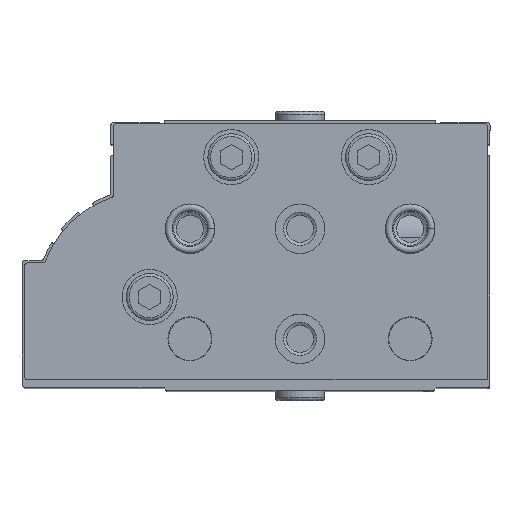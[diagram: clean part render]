
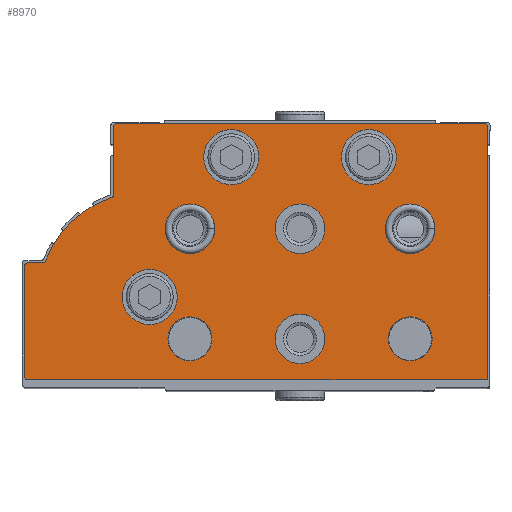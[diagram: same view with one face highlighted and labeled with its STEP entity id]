
A CAD part, top view. The second image highlights one B-rep face of the part: STEP entity #8970.
In plain terms, the highlighted face is planar.
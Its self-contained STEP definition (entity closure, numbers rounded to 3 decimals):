
#929=LINE('',#15261,#1662);
#931=LINE('',#15265,#1664);
#934=LINE('',#15273,#1667);
#937=LINE('',#15281,#1670);
#942=LINE('',#15297,#1675);
#945=LINE('',#15305,#1678);
#1662=VECTOR('',#12343,1000.);
#1664=VECTOR('',#12347,1000.);
#1667=VECTOR('',#12356,1000.);
#1670=VECTOR('',#12365,1000.);
#1675=VECTOR('',#12384,1000.);
#1678=VECTOR('',#12393,1000.);
#3581=ORIENTED_EDGE('',*,*,#5213,.T.);
#3582=ORIENTED_EDGE('',*,*,#5214,.T.);
#3583=ORIENTED_EDGE('',*,*,#5215,.T.);
#3584=ORIENTED_EDGE('',*,*,#5216,.T.);
#3585=ORIENTED_EDGE('',*,*,#5217,.T.);
#3586=ORIENTED_EDGE('',*,*,#5218,.T.);
#3587=ORIENTED_EDGE('',*,*,#5219,.T.);
#3588=ORIENTED_EDGE('',*,*,#5220,.T.);
#3589=ORIENTED_EDGE('',*,*,#5221,.T.);
#3590=ORIENTED_EDGE('',*,*,#5186,.F.);
#3591=ORIENTED_EDGE('',*,*,#5211,.F.);
#3592=ORIENTED_EDGE('',*,*,#5209,.F.);
#3593=ORIENTED_EDGE('',*,*,#5207,.F.);
#3594=ORIENTED_EDGE('',*,*,#5205,.T.);
#3595=ORIENTED_EDGE('',*,*,#5203,.F.);
#3596=ORIENTED_EDGE('',*,*,#5201,.T.);
#3597=ORIENTED_EDGE('',*,*,#5199,.F.);
#3598=ORIENTED_EDGE('',*,*,#5197,.F.);
#3599=ORIENTED_EDGE('',*,*,#5195,.F.);
#3600=ORIENTED_EDGE('',*,*,#5193,.F.);
#3601=ORIENTED_EDGE('',*,*,#5191,.F.);
#3602=ORIENTED_EDGE('',*,*,#5189,.F.);
#5186=EDGE_CURVE('',#6178,#6179,#6690,.T.);
#5189=EDGE_CURVE('',#6179,#6180,#929,.T.);
#5191=EDGE_CURVE('',#6180,#6181,#931,.T.);
#5193=EDGE_CURVE('',#6181,#6182,#6691,.T.);
#5195=EDGE_CURVE('',#6182,#6183,#934,.T.);
#5197=EDGE_CURVE('',#6183,#6184,#6692,.T.);
#5199=EDGE_CURVE('',#6184,#6185,#937,.T.);
#5201=EDGE_CURVE('',#6186,#6185,#6693,.T.);
#5203=EDGE_CURVE('',#6186,#6187,#6694,.T.);
#5205=EDGE_CURVE('',#6188,#6187,#6695,.T.);
#5207=EDGE_CURVE('',#6188,#6189,#942,.T.);
#5209=EDGE_CURVE('',#6189,#6190,#6696,.T.);
#5211=EDGE_CURVE('',#6190,#6178,#945,.T.);
#5213=EDGE_CURVE('',#6191,#6191,#6697,.T.);
#5214=EDGE_CURVE('',#6192,#6192,#6698,.T.);
#5215=EDGE_CURVE('',#6193,#6193,#6699,.T.);
#5216=EDGE_CURVE('',#6194,#6194,#6700,.T.);
#5217=EDGE_CURVE('',#6195,#6195,#6701,.T.);
#5218=EDGE_CURVE('',#6196,#6196,#6702,.T.);
#5219=EDGE_CURVE('',#6197,#6197,#6703,.T.);
#5220=EDGE_CURVE('',#6198,#6198,#6704,.T.);
#5221=EDGE_CURVE('',#6199,#6199,#6705,.T.);
#6178=VERTEX_POINT('',#15256);
#6179=VERTEX_POINT('',#15257);
#6180=VERTEX_POINT('',#15262);
#6181=VERTEX_POINT('',#15266);
#6182=VERTEX_POINT('',#15270);
#6183=VERTEX_POINT('',#15274);
#6184=VERTEX_POINT('',#15278);
#6185=VERTEX_POINT('',#15282);
#6186=VERTEX_POINT('',#15286);
#6187=VERTEX_POINT('',#15290);
#6188=VERTEX_POINT('',#15294);
#6189=VERTEX_POINT('',#15298);
#6190=VERTEX_POINT('',#15302);
#6191=VERTEX_POINT('',#15309);
#6192=VERTEX_POINT('',#15311);
#6193=VERTEX_POINT('',#15313);
#6194=VERTEX_POINT('',#15315);
#6195=VERTEX_POINT('',#15317);
#6196=VERTEX_POINT('',#15319);
#6197=VERTEX_POINT('',#15321);
#6198=VERTEX_POINT('',#15323);
#6199=VERTEX_POINT('',#15325);
#6690=CIRCLE('',#10109,0.5);
#6691=CIRCLE('',#10113,0.5);
#6692=CIRCLE('',#10116,0.5);
#6693=CIRCLE('',#10119,0.5);
#6694=CIRCLE('',#10121,19.5);
#6695=CIRCLE('',#10123,0.5);
#6696=CIRCLE('',#10126,0.5);
#6697=CIRCLE('',#10129,5.);
#6698=CIRCLE('',#10130,5.);
#6699=CIRCLE('',#10131,5.);
#6700=CIRCLE('',#10132,4.5);
#6701=CIRCLE('',#10133,4.5);
#6702=CIRCLE('',#10134,4.5);
#6703=CIRCLE('',#10135,4.5);
#6704=CIRCLE('',#10136,4.);
#6705=CIRCLE('',#10137,4.);
#7289=EDGE_LOOP('',(#3581));
#7290=EDGE_LOOP('',(#3582));
#7291=EDGE_LOOP('',(#3583));
#7292=EDGE_LOOP('',(#3584));
#7293=EDGE_LOOP('',(#3585));
#7294=EDGE_LOOP('',(#3586));
#7295=EDGE_LOOP('',(#3587));
#7296=EDGE_LOOP('',(#3588));
#7297=EDGE_LOOP('',(#3589));
#7298=EDGE_LOOP('',(#3590,#3591,#3592,#3593,#3594,#3595,#3596,#3597,#3598,
#3599,#3600,#3601,#3602));
#8047=FACE_BOUND('',#7289,.T.);
#8048=FACE_BOUND('',#7290,.T.);
#8049=FACE_BOUND('',#7291,.T.);
#8050=FACE_BOUND('',#7292,.T.);
#8051=FACE_BOUND('',#7293,.T.);
#8052=FACE_BOUND('',#7294,.T.);
#8053=FACE_BOUND('',#7295,.T.);
#8054=FACE_BOUND('',#7296,.T.);
#8055=FACE_BOUND('',#7297,.T.);
#8056=FACE_BOUND('',#7298,.T.);
#8522=PLANE('',#10128);
#8970=ADVANCED_FACE('',(#8047,#8048,#8049,#8050,#8051,#8052,#8053,#8054,
#8055,#8056),#8522,.F.);
#10109=AXIS2_PLACEMENT_3D('',#15255,#12337,#12338);
#10113=AXIS2_PLACEMENT_3D('',#15269,#12351,#12352);
#10116=AXIS2_PLACEMENT_3D('',#15277,#12360,#12361);
#10119=AXIS2_PLACEMENT_3D('',#15285,#12369,#12370);
#10121=AXIS2_PLACEMENT_3D('',#15289,#12374,#12375);
#10123=AXIS2_PLACEMENT_3D('',#15293,#12379,#12380);
#10126=AXIS2_PLACEMENT_3D('',#15301,#12388,#12389);
#10128=AXIS2_PLACEMENT_3D('',#15307,#12395,#12396);
#10129=AXIS2_PLACEMENT_3D('',#15308,#12397,#12398);
#10130=AXIS2_PLACEMENT_3D('',#15310,#12399,#12400);
#10131=AXIS2_PLACEMENT_3D('',#15312,#12401,#12402);
#10132=AXIS2_PLACEMENT_3D('',#15314,#12403,#12404);
#10133=AXIS2_PLACEMENT_3D('',#15316,#12405,#12406);
#10134=AXIS2_PLACEMENT_3D('',#15318,#12407,#12408);
#10135=AXIS2_PLACEMENT_3D('',#15320,#12409,#12410);
#10136=AXIS2_PLACEMENT_3D('',#15322,#12411,#12412);
#10137=AXIS2_PLACEMENT_3D('',#15324,#12413,#12414);
#12337=DIRECTION('',(0.,0.,1.));
#12338=DIRECTION('',(1.,0.,0.));
#12343=DIRECTION('',(0.,-1.,0.));
#12347=DIRECTION('',(1.,0.,0.));
#12351=DIRECTION('',(0.,0.,1.));
#12352=DIRECTION('',(1.,0.,0.));
#12356=DIRECTION('',(0.,1.,0.));
#12360=DIRECTION('',(0.,0.,1.));
#12361=DIRECTION('',(1.,0.,0.));
#12365=DIRECTION('',(-1.,0.,0.));
#12369=DIRECTION('',(0.,0.,1.));
#12370=DIRECTION('',(1.,0.,0.));
#12374=DIRECTION('',(0.,0.,1.));
#12375=DIRECTION('',(1.,0.,0.));
#12379=DIRECTION('',(0.,0.,1.));
#12380=DIRECTION('',(1.,0.,0.));
#12384=DIRECTION('',(0.,1.,0.));
#12388=DIRECTION('',(0.,0.,1.));
#12389=DIRECTION('',(1.,0.,0.));
#12393=DIRECTION('',(-1.,0.,0.));
#12395=DIRECTION('',(0.,0.,1.));
#12396=DIRECTION('',(1.,0.,0.));
#12397=DIRECTION('',(0.,0.,1.));
#12398=DIRECTION('',(1.,0.,0.));
#12399=DIRECTION('',(0.,0.,1.));
#12400=DIRECTION('',(1.,0.,0.));
#12401=DIRECTION('',(0.,0.,1.));
#12402=DIRECTION('',(1.,0.,0.));
#12403=DIRECTION('',(0.,0.,1.));
#12404=DIRECTION('',(1.,0.,0.));
#12405=DIRECTION('',(0.,0.,1.));
#12406=DIRECTION('',(1.,0.,0.));
#12407=DIRECTION('',(0.,0.,1.));
#12408=DIRECTION('',(1.,0.,0.));
#12409=DIRECTION('',(0.,0.,1.));
#12410=DIRECTION('',(1.,0.,0.));
#12411=DIRECTION('',(0.,0.,1.));
#12412=DIRECTION('',(1.,0.,0.));
#12413=DIRECTION('',(0.,0.,1.));
#12414=DIRECTION('',(1.,0.,0.));
#15255=CARTESIAN_POINT('',(0.5,46.,0.));
#15256=CARTESIAN_POINT('',(0.5,46.5,0.));
#15257=CARTESIAN_POINT('',(0.,46.,0.));
#15261=CARTESIAN_POINT('',(0.,46.,0.));
#15262=CARTESIAN_POINT('',(0.,0.,0.));
#15265=CARTESIAN_POINT('',(0.,0.,0.));
#15266=CARTESIAN_POINT('',(83.5,0.,0.));
#15269=CARTESIAN_POINT('',(83.5,0.5,0.));
#15270=CARTESIAN_POINT('',(84.,0.5,0.));
#15273=CARTESIAN_POINT('',(84.,0.5,0.));
#15274=CARTESIAN_POINT('',(84.,20.7,0.));
#15277=CARTESIAN_POINT('',(83.5,20.7,0.));
#15278=CARTESIAN_POINT('',(83.5,21.2,0.));
#15281=CARTESIAN_POINT('',(83.5,21.2,0.));
#15282=CARTESIAN_POINT('',(80.697,21.2,0.));
#15285=CARTESIAN_POINT('',(80.697,21.7,0.));
#15286=CARTESIAN_POINT('',(80.23,21.523,0.));
#15289=CARTESIAN_POINT('',(62.,14.6,0.));
#15290=CARTESIAN_POINT('',(68.191,33.091,0.));
#15293=CARTESIAN_POINT('',(68.35,33.565,0.));
#15294=CARTESIAN_POINT('',(67.85,33.565,0.));
#15297=CARTESIAN_POINT('',(67.85,33.565,0.));
#15298=CARTESIAN_POINT('',(67.85,46.,0.));
#15301=CARTESIAN_POINT('',(67.35,46.,0.));
#15302=CARTESIAN_POINT('',(67.35,46.5,0.));
#15305=CARTESIAN_POINT('',(67.35,46.5,0.));
#15307=CARTESIAN_POINT('',(0.5,46.,0.));
#15308=CARTESIAN_POINT('',(61.3,15.,0.));
#15309=CARTESIAN_POINT('',(66.3,15.,0.));
#15310=CARTESIAN_POINT('',(46.5,40.4,0.));
#15311=CARTESIAN_POINT('',(51.5,40.4,0.));
#15312=CARTESIAN_POINT('',(21.5,40.4,0.));
#15313=CARTESIAN_POINT('',(26.5,40.4,0.));
#15314=CARTESIAN_POINT('',(54.,27.4,0.));
#15315=CARTESIAN_POINT('',(58.5,27.4,0.));
#15316=CARTESIAN_POINT('',(34.,27.4,0.));
#15317=CARTESIAN_POINT('',(38.5,27.4,0.));
#15318=CARTESIAN_POINT('',(14.,27.4,0.));
#15319=CARTESIAN_POINT('',(18.5,27.4,0.));
#15320=CARTESIAN_POINT('',(34.,7.4,0.));
#15321=CARTESIAN_POINT('',(38.5,7.4,0.));
#15322=CARTESIAN_POINT('',(54.,7.4,0.));
#15323=CARTESIAN_POINT('',(58.,7.4,0.));
#15324=CARTESIAN_POINT('',(14.,7.4,0.));
#15325=CARTESIAN_POINT('',(18.,7.4,0.));
